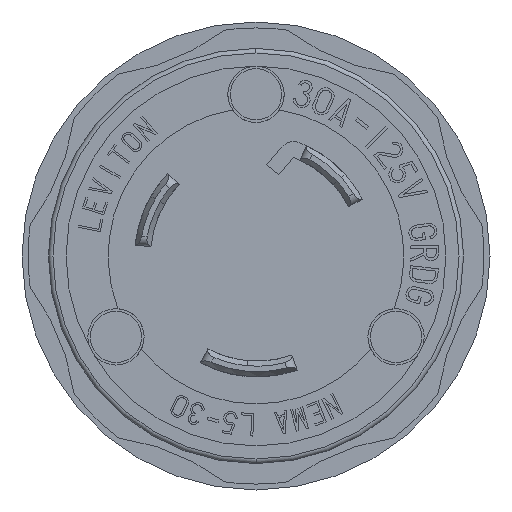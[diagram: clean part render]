
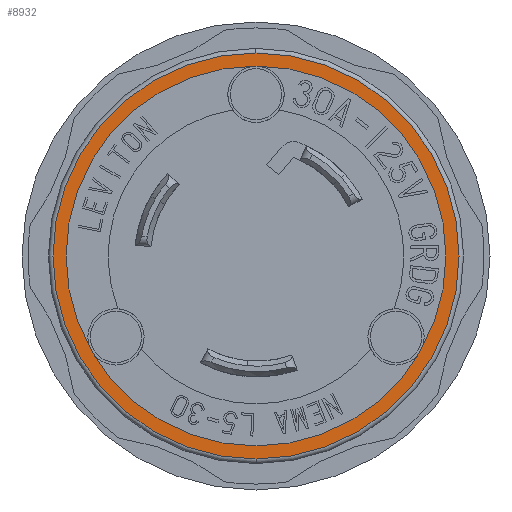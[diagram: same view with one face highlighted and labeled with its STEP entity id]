
A CAD part, left-side view. The second image highlights one B-rep face of the part: STEP entity #8932.
In plain terms, the highlighted planar face has unit normal (-1, 0, 0).
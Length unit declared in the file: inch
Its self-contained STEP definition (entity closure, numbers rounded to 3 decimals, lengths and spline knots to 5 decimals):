
#410 = CARTESIAN_POINT ( 'NONE',  ( 0., 0., 0.8435 ) ) ;
#652 = VERTEX_POINT ( 'NONE', #11246 ) ;
#732 = DIRECTION ( 'NONE',  ( -1., 0., 0. ) ) ;
#843 = EDGE_CURVE ( 'NONE', #30359, #14715, #26592, .T. ) ;
#1260 = CIRCLE ( 'NONE', #5768, 0.8435 ) ;
#1278 = EDGE_CURVE ( 'NONE', #652, #15126, #1260, .T. ) ;
#1842 = EDGE_LOOP ( 'NONE', ( #10460, #3589 ) ) ;
#2097 = PLANE ( 'NONE',  #30802 ) ;
#3589 = ORIENTED_EDGE ( 'NONE', *, *, #15850, .T. ) ;
#3806 = DIRECTION ( 'NONE',  ( -1., 0., 0. ) ) ;
#5768 = AXIS2_PLACEMENT_3D ( 'NONE', #20345, #8821, #30497 ) ;
#6639 = FACE_OUTER_BOUND ( 'NONE', #1842, .T. ) ;
#6991 = CIRCLE ( 'NONE', #13475, 0.8435 ) ;
#7374 = CARTESIAN_POINT ( 'NONE',  ( 0., 0., -0.9015 ) ) ;
#7446 = CARTESIAN_POINT ( 'NONE',  ( 0., 0., 0. ) ) ;
#8821 = DIRECTION ( 'NONE',  ( -1., 0., 0. ) ) ;
#8932 = ADVANCED_FACE ( 'NONE', ( #27993, #6639 ), #2097, .T. ) ;
#9409 = CIRCLE ( 'NONE', #19847, 0.9015 ) ;
#10460 = ORIENTED_EDGE ( 'NONE', *, *, #843, .T. ) ;
#11246 = CARTESIAN_POINT ( 'NONE',  ( 0., 0., -0.8435 ) ) ;
#12282 = DIRECTION ( 'NONE',  ( 0., 0., 1. ) ) ;
#12405 = DIRECTION ( 'NONE',  ( -1., 0., 0. ) ) ;
#12569 = ORIENTED_EDGE ( 'NONE', *, *, #1278, .F. ) ;
#13190 = AXIS2_PLACEMENT_3D ( 'NONE', #29731, #3806, #18138 ) ;
#13475 = AXIS2_PLACEMENT_3D ( 'NONE', #14736, #12405, #23910 ) ;
#14404 = DIRECTION ( 'NONE',  ( -1., 0., 0. ) ) ;
#14715 = VERTEX_POINT ( 'NONE', #18387 ) ;
#14736 = CARTESIAN_POINT ( 'NONE',  ( 0., 0., 0. ) ) ;
#15126 = VERTEX_POINT ( 'NONE', #410 ) ;
#15850 = EDGE_CURVE ( 'NONE', #14715, #30359, #9409, .T. ) ;
#18138 = DIRECTION ( 'NONE',  ( 0., 0., 1. ) ) ;
#18387 = CARTESIAN_POINT ( 'NONE',  ( 0., 0., 0.9015 ) ) ;
#19847 = AXIS2_PLACEMENT_3D ( 'NONE', #7446, #732, #12282 ) ;
#20345 = CARTESIAN_POINT ( 'NONE',  ( 0., 0., 0. ) ) ;
#21101 = DIRECTION ( 'NONE',  ( 0., -1., 0. ) ) ;
#23910 = DIRECTION ( 'NONE',  ( 0., 0., 1. ) ) ;
#26083 = CARTESIAN_POINT ( 'NONE',  ( 0., 0.91639, 0. ) ) ;
#26592 = CIRCLE ( 'NONE', #13190, 0.9015 ) ;
#27993 = FACE_BOUND ( 'NONE', #29078, .T. ) ;
#28821 = ORIENTED_EDGE ( 'NONE', *, *, #30213, .F. ) ;
#29078 = EDGE_LOOP ( 'NONE', ( #12569, #28821 ) ) ;
#29731 = CARTESIAN_POINT ( 'NONE',  ( 0., 0., 0. ) ) ;
#30213 = EDGE_CURVE ( 'NONE', #15126, #652, #6991, .T. ) ;
#30359 = VERTEX_POINT ( 'NONE', #7374 ) ;
#30497 = DIRECTION ( 'NONE',  ( 0., 0., 1. ) ) ;
#30802 = AXIS2_PLACEMENT_3D ( 'NONE', #26083, #14404, #21101 ) ;
